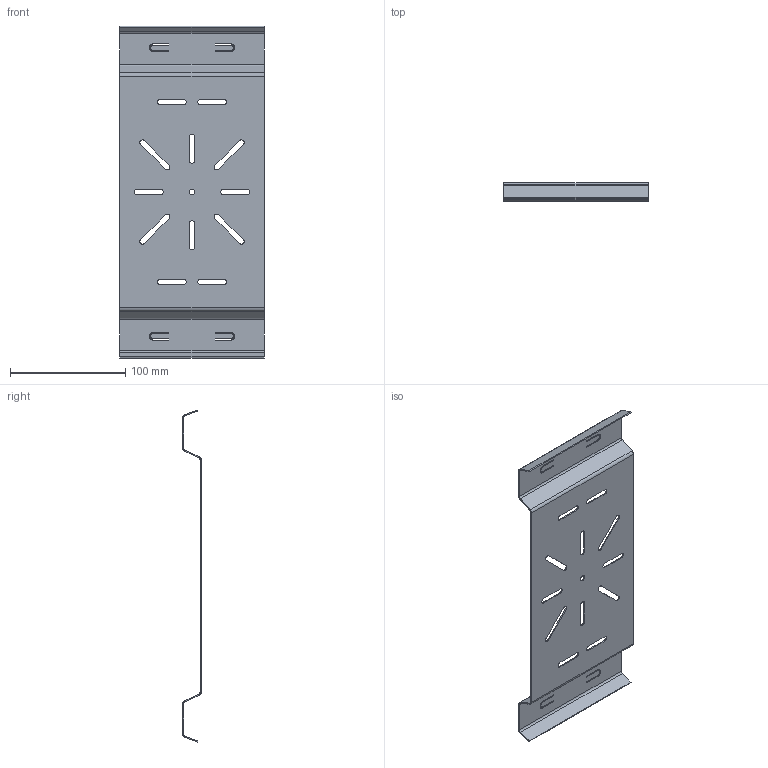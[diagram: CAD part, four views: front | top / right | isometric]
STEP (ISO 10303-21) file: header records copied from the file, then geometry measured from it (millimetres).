
FILE_DESCRIPTION (( 'STEP AP203' ), '1' );
FILE_NAME ('10-02-1608.STEP', '2013-05-06T06:38:39', ( 'asennus' ), ( '' ), 'SwSTEP 2.0', 'SolidWorks 2013', '' );
FILE_SCHEMA (( 'CONFIG_CONTROL_DESIGN' ));
Length unit declared in the file: millimetre
Products named in the file (1): 10-02-1608
Bounding box: 125 x 16 x 288 mm (x, y, z)
Volume: 38484.8 mm3; surface area: 78920.4 mm2
Topology: 1 solids, 1 shells, 142 faces, 372 edges, 232 vertices
Faces by surface type: plane 90, cylinder 52
Entity records: 4461 total; most frequent: DIRECTION 762, CARTESIAN_POINT 747, ORIENTED_EDGE 744, EDGE_CURVE 372, VECTOR 268, LINE 268, AXIS2_PLACEMENT_3D 247, VERTEX_POINT 232
